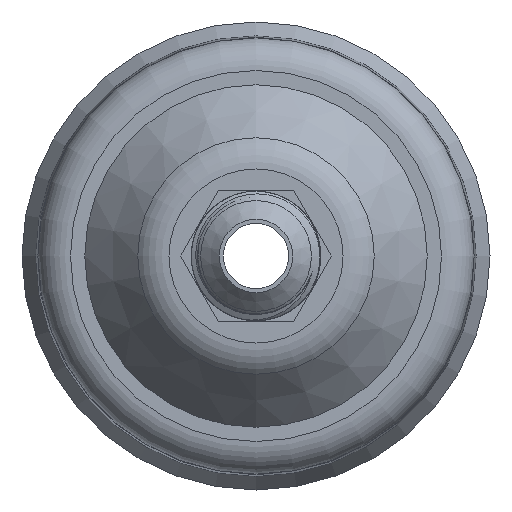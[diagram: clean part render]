
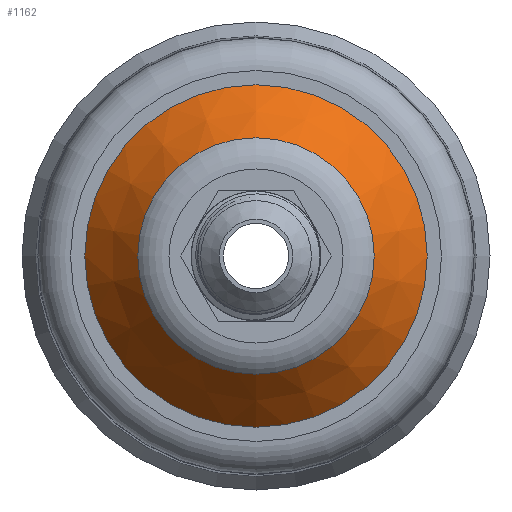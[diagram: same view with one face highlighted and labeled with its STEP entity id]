
A CAD part, left-side view. The second image highlights one B-rep face of the part: STEP entity #1162.
In plain terms, the highlighted conical face has half-angle 40.039 degrees and reference radius 21 mm.
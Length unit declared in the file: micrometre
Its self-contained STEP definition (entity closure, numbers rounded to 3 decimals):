
#62=CONICAL_SURFACE('',#1291,21000.,0.699);
#96=FACE_OUTER_BOUND('',#160,.T.);
#160=EDGE_LOOP('',(#887,#888,#889,#890,#891,#892));
#250=CIRCLE('',#1292,21000.);
#251=CIRCLE('',#1293,21000.);
#252=CIRCLE('',#1294,14498.566);
#253=CIRCLE('',#1295,14498.566);
#337=LINE('',#2650,#405);
#405=VECTOR('',#1519,21000.);
#519=VERTEX_POINT('',#2645);
#520=VERTEX_POINT('',#2646);
#521=VERTEX_POINT('',#2649);
#522=VERTEX_POINT('',#2651);
#668=EDGE_CURVE('',#519,#520,#250,.T.);
#669=EDGE_CURVE('',#520,#519,#251,.T.);
#670=EDGE_CURVE('',#520,#521,#337,.T.);
#671=EDGE_CURVE('',#521,#522,#252,.T.);
#672=EDGE_CURVE('',#522,#521,#253,.T.);
#887=ORIENTED_EDGE('',*,*,#668,.F.);
#888=ORIENTED_EDGE('',*,*,#669,.F.);
#889=ORIENTED_EDGE('',*,*,#670,.T.);
#890=ORIENTED_EDGE('',*,*,#671,.T.);
#891=ORIENTED_EDGE('',*,*,#672,.T.);
#892=ORIENTED_EDGE('',*,*,#670,.F.);
#1162=ADVANCED_FACE('',(#96),#62,.T.);
#1291=AXIS2_PLACEMENT_3D('',#2644,#1513,#1514);
#1292=AXIS2_PLACEMENT_3D('',#2647,#1515,#1516);
#1293=AXIS2_PLACEMENT_3D('',#2648,#1517,#1518);
#1294=AXIS2_PLACEMENT_3D('',#2652,#1520,#1521);
#1295=AXIS2_PLACEMENT_3D('',#2653,#1522,#1523);
#1513=DIRECTION('center_axis',(1.,0.,0.));
#1514=DIRECTION('ref_axis',(0.,0.,-1.));
#1515=DIRECTION('center_axis',(1.,0.,0.));
#1516=DIRECTION('ref_axis',(0.,0.,-1.));
#1517=DIRECTION('center_axis',(1.,0.,0.));
#1518=DIRECTION('ref_axis',(0.,0.,-1.));
#1519=DIRECTION('',(-0.766,0.,-0.643));
#1520=DIRECTION('center_axis',(1.,0.,0.));
#1521=DIRECTION('ref_axis',(0.,0.,-1.));
#1522=DIRECTION('center_axis',(1.,0.,0.));
#1523=DIRECTION('ref_axis',(0.,0.,-1.));
#2644=CARTESIAN_POINT('Origin',(-39729.244,0.,0.));
#2645=CARTESIAN_POINT('',(-39729.244,0.,-21000.));
#2646=CARTESIAN_POINT('',(-39729.244,0.,21000.));
#2647=CARTESIAN_POINT('Origin',(-39729.244,0.,0.));
#2648=CARTESIAN_POINT('Origin',(-39729.244,0.,0.));
#2649=CARTESIAN_POINT('',(-47466.565,0.,14498.566));
#2650=CARTESIAN_POINT('',(-39729.244,0.,21000.));
#2651=CARTESIAN_POINT('',(-47466.565,0.,-14498.566));
#2652=CARTESIAN_POINT('Origin',(-47466.565,0.,0.));
#2653=CARTESIAN_POINT('Origin',(-47466.565,0.,0.));
